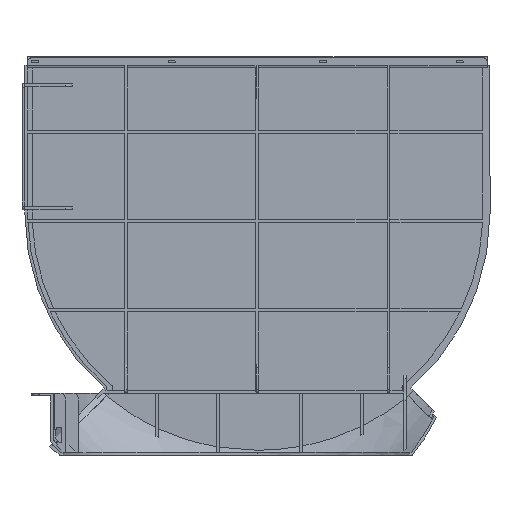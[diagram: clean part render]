
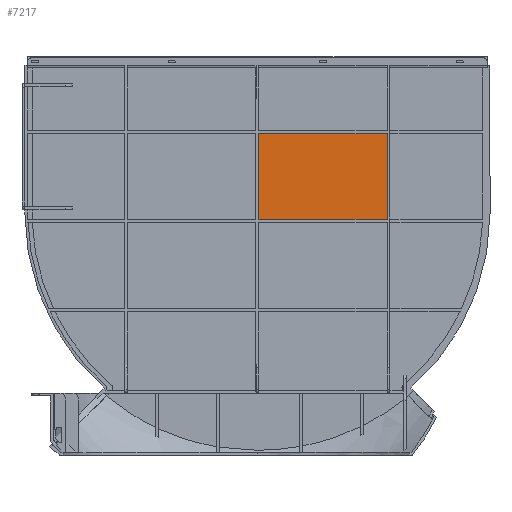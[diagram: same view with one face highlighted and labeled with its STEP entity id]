
A CAD part, left-side view. The second image highlights one B-rep face of the part: STEP entity #7217.
In plain terms, the highlighted planar face has unit normal (-1, 0, 0).
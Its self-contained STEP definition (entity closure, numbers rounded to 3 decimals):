
#291 = CARTESIAN_POINT ( 'NONE',  ( 246., -441., -224. ) ) ;
#383 = EDGE_CURVE ( 'NONE', #4255, #1910, #3444, .T. ) ;
#564 = VECTOR ( 'NONE', #5803, 1000. ) ;
#639 = FACE_OUTER_BOUND ( 'NONE', #4573, .T. ) ;
#1169 = VERTEX_POINT ( 'NONE', #10888 ) ;
#1444 = LINE ( 'NONE', #3329, #10890 ) ;
#1910 = VERTEX_POINT ( 'NONE', #12330 ) ;
#2087 = LINE ( 'NONE', #291, #12134 ) ;
#2748 = VERTEX_POINT ( 'NONE', #7188 ) ;
#2774 = CARTESIAN_POINT ( 'NONE',  ( 246., 65., -104. ) ) ;
#3329 = CARTESIAN_POINT ( 'NONE',  ( 246., -259., -464.7 ) ) ;
#3444 = LINE ( 'NONE', #2774, #4525 ) ;
#4248 = DIRECTION ( 'NONE',  ( 1., 0., 0. ) ) ;
#4255 = VERTEX_POINT ( 'NONE', #6495 ) ;
#4525 = VECTOR ( 'NONE', #10522, 1000. ) ;
#4573 = EDGE_LOOP ( 'NONE', ( #8494, #8937, #10335, #9414 ) ) ;
#5139 = DIRECTION ( 'NONE',  ( 0., 1., 0. ) ) ;
#5186 = CARTESIAN_POINT ( 'NONE',  ( 246., -764., 3. ) ) ;
#5224 = LINE ( 'NONE', #11530, #564 ) ;
#5803 = DIRECTION ( 'NONE',  ( 0., 0., -1. ) ) ;
#6495 = CARTESIAN_POINT ( 'NONE',  ( 246., -259., -104. ) ) ;
#7188 = CARTESIAN_POINT ( 'NONE',  ( 246., -437., -224. ) ) ;
#7217 = ADVANCED_FACE ( 'NONE', ( #639 ), #10148, .F. ) ;
#8494 = ORIENTED_EDGE ( 'NONE', *, *, #8529, .F. ) ;
#8529 = EDGE_CURVE ( 'NONE', #2748, #1169, #2087, .T. ) ;
#8937 = ORIENTED_EDGE ( 'NONE', *, *, #11389, .F. ) ;
#9414 = ORIENTED_EDGE ( 'NONE', *, *, #11801, .F. ) ;
#10148 = PLANE ( 'NONE',  #12000 ) ;
#10223 = DIRECTION ( 'NONE',  ( 0., 0., 1. ) ) ;
#10335 = ORIENTED_EDGE ( 'NONE', *, *, #383, .F. ) ;
#10522 = DIRECTION ( 'NONE',  ( 0., -1., 0. ) ) ;
#10888 = CARTESIAN_POINT ( 'NONE',  ( 246., -259., -224. ) ) ;
#10890 = VECTOR ( 'NONE', #10223, 1000. ) ;
#11389 = EDGE_CURVE ( 'NONE', #1910, #2748, #5224, .T. ) ;
#11530 = CARTESIAN_POINT ( 'NONE',  ( 246., -437., -9.2 ) ) ;
#11801 = EDGE_CURVE ( 'NONE', #1169, #4255, #1444, .T. ) ;
#12000 = AXIS2_PLACEMENT_3D ( 'NONE', #5186, #4248, #12119 ) ;
#12119 = DIRECTION ( 'NONE',  ( 0., 0., -1. ) ) ;
#12134 = VECTOR ( 'NONE', #5139, 1000. ) ;
#12330 = CARTESIAN_POINT ( 'NONE',  ( 246., -437., -104. ) ) ;
